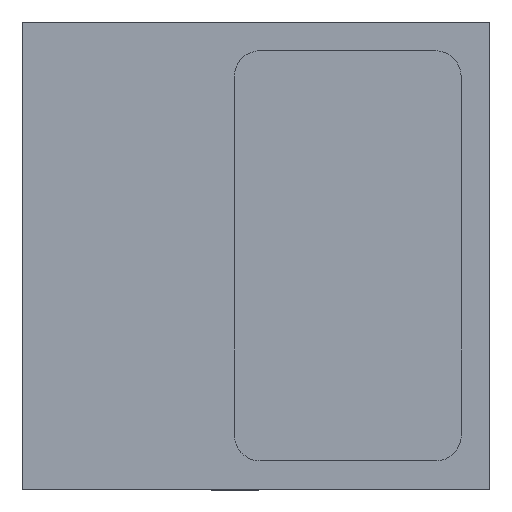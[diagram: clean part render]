
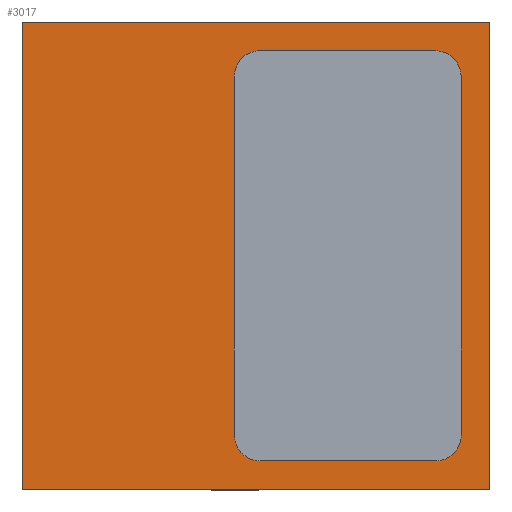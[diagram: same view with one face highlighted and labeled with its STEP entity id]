
A CAD part, top view. The second image highlights one B-rep face of the part: STEP entity #3017.
In plain terms, the highlighted planar face has unit normal (0, 0, 1).
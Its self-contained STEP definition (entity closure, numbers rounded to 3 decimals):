
#14=FACE_BOUND('',#405,.T.);
#15=ELLIPSE('',#3221,0.223,0.22);
#16=ELLIPSE('',#3222,0.223,0.22);
#17=ELLIPSE('',#3223,0.223,0.22);
#18=ELLIPSE('',#3224,0.223,0.22);
#19=ELLIPSE('',#3225,0.223,0.22);
#20=ELLIPSE('',#3226,0.223,0.22);
#21=ELLIPSE('',#3227,0.223,0.22);
#22=ELLIPSE('',#3228,0.223,0.22);
#23=ELLIPSE('',#3229,0.223,0.22);
#24=ELLIPSE('',#3230,0.223,0.22);
#25=ELLIPSE('',#3231,0.223,0.22);
#26=ELLIPSE('',#3232,0.223,0.22);
#260=FACE_OUTER_BOUND('',#404,.T.);
#404=EDGE_LOOP('',(#2570,#2571,#2572,#2573));
#405=EDGE_LOOP('',(#2574,#2575,#2576,#2577,#2578,#2579,#2580,#2581,#2582,
#2583,#2584,#2585,#2586,#2587,#2588,#2589));
#757=LINE('',#4858,#1126);
#758=LINE('',#4866,#1127);
#759=LINE('',#4874,#1128);
#760=LINE('',#4882,#1129);
#761=LINE('',#4887,#1130);
#762=LINE('',#4889,#1131);
#763=LINE('',#4891,#1132);
#764=LINE('',#4892,#1133);
#1126=VECTOR('',#3977,3.028);
#1127=VECTOR('',#3984,1.478);
#1128=VECTOR('',#3991,3.028);
#1129=VECTOR('',#3998,1.478);
#1130=VECTOR('',#4003,3.95);
#1131=VECTOR('',#4004,3.95);
#1132=VECTOR('',#4005,3.95);
#1133=VECTOR('',#4006,3.95);
#1426=VERTEX_POINT('',#4852);
#1427=VERTEX_POINT('',#4853);
#1428=VERTEX_POINT('',#4855);
#1429=VERTEX_POINT('',#4857);
#1430=VERTEX_POINT('',#4859);
#1431=VERTEX_POINT('',#4861);
#1432=VERTEX_POINT('',#4863);
#1433=VERTEX_POINT('',#4865);
#1434=VERTEX_POINT('',#4867);
#1435=VERTEX_POINT('',#4869);
#1436=VERTEX_POINT('',#4871);
#1437=VERTEX_POINT('',#4873);
#1438=VERTEX_POINT('',#4875);
#1439=VERTEX_POINT('',#4877);
#1440=VERTEX_POINT('',#4879);
#1441=VERTEX_POINT('',#4881);
#1442=VERTEX_POINT('',#4885);
#1443=VERTEX_POINT('',#4886);
#1444=VERTEX_POINT('',#4888);
#1445=VERTEX_POINT('',#4890);
#1851=EDGE_CURVE('',#1426,#1427,#15,.T.);
#1852=EDGE_CURVE('',#1427,#1428,#16,.T.);
#1853=EDGE_CURVE('',#1428,#1429,#757,.T.);
#1854=EDGE_CURVE('',#1429,#1430,#17,.T.);
#1855=EDGE_CURVE('',#1430,#1431,#18,.T.);
#1856=EDGE_CURVE('',#1431,#1432,#19,.T.);
#1857=EDGE_CURVE('',#1432,#1433,#758,.T.);
#1858=EDGE_CURVE('',#1433,#1434,#20,.T.);
#1859=EDGE_CURVE('',#1434,#1435,#21,.T.);
#1860=EDGE_CURVE('',#1435,#1436,#22,.T.);
#1861=EDGE_CURVE('',#1436,#1437,#759,.T.);
#1862=EDGE_CURVE('',#1437,#1438,#23,.T.);
#1863=EDGE_CURVE('',#1438,#1439,#24,.T.);
#1864=EDGE_CURVE('',#1439,#1440,#25,.T.);
#1865=EDGE_CURVE('',#1440,#1441,#760,.T.);
#1866=EDGE_CURVE('',#1441,#1426,#26,.T.);
#1867=EDGE_CURVE('',#1442,#1443,#761,.T.);
#1868=EDGE_CURVE('',#1444,#1442,#762,.T.);
#1869=EDGE_CURVE('',#1445,#1444,#763,.T.);
#1870=EDGE_CURVE('',#1443,#1445,#764,.T.);
#2570=ORIENTED_EDGE('',*,*,#1867,.F.);
#2571=ORIENTED_EDGE('',*,*,#1868,.F.);
#2572=ORIENTED_EDGE('',*,*,#1869,.F.);
#2573=ORIENTED_EDGE('',*,*,#1870,.F.);
#2574=ORIENTED_EDGE('',*,*,#1865,.F.);
#2575=ORIENTED_EDGE('',*,*,#1864,.F.);
#2576=ORIENTED_EDGE('',*,*,#1863,.F.);
#2577=ORIENTED_EDGE('',*,*,#1862,.F.);
#2578=ORIENTED_EDGE('',*,*,#1861,.F.);
#2579=ORIENTED_EDGE('',*,*,#1860,.F.);
#2580=ORIENTED_EDGE('',*,*,#1859,.F.);
#2581=ORIENTED_EDGE('',*,*,#1858,.F.);
#2582=ORIENTED_EDGE('',*,*,#1857,.F.);
#2583=ORIENTED_EDGE('',*,*,#1856,.F.);
#2584=ORIENTED_EDGE('',*,*,#1855,.F.);
#2585=ORIENTED_EDGE('',*,*,#1854,.F.);
#2586=ORIENTED_EDGE('',*,*,#1853,.F.);
#2587=ORIENTED_EDGE('',*,*,#1852,.F.);
#2588=ORIENTED_EDGE('',*,*,#1851,.F.);
#2589=ORIENTED_EDGE('',*,*,#1866,.F.);
#2873=PLANE('',#3233);
#3017=ADVANCED_FACE('',(#260,#14),#2873,.T.);
#3221=AXIS2_PLACEMENT_3D('',#4854,#3973,#3974);
#3222=AXIS2_PLACEMENT_3D('',#4856,#3975,#3976);
#3223=AXIS2_PLACEMENT_3D('',#4860,#3978,#3979);
#3224=AXIS2_PLACEMENT_3D('',#4862,#3980,#3981);
#3225=AXIS2_PLACEMENT_3D('',#4864,#3982,#3983);
#3226=AXIS2_PLACEMENT_3D('',#4868,#3985,#3986);
#3227=AXIS2_PLACEMENT_3D('',#4870,#3987,#3988);
#3228=AXIS2_PLACEMENT_3D('',#4872,#3989,#3990);
#3229=AXIS2_PLACEMENT_3D('',#4876,#3992,#3993);
#3230=AXIS2_PLACEMENT_3D('',#4878,#3994,#3995);
#3231=AXIS2_PLACEMENT_3D('',#4880,#3996,#3997);
#3232=AXIS2_PLACEMENT_3D('',#4883,#3999,#4000);
#3233=AXIS2_PLACEMENT_3D('',#4884,#4001,#4002);
#3973=DIRECTION('center_axis',(0.,0.,1.));
#3974=DIRECTION('ref_axis',(0.707,-0.707,0.));
#3975=DIRECTION('center_axis',(0.,0.,1.));
#3976=DIRECTION('ref_axis',(0.707,-0.707,0.));
#3977=DIRECTION('',(0.,1.,0.));
#3978=DIRECTION('center_axis',(0.,0.,1.));
#3979=DIRECTION('ref_axis',(0.707,0.707,0.));
#3980=DIRECTION('center_axis',(0.,0.,1.));
#3981=DIRECTION('ref_axis',(0.707,0.707,0.));
#3982=DIRECTION('center_axis',(0.,0.,1.));
#3983=DIRECTION('ref_axis',(0.707,0.707,0.));
#3984=DIRECTION('',(-1.,0.,0.));
#3985=DIRECTION('center_axis',(0.,0.,1.));
#3986=DIRECTION('ref_axis',(-0.707,0.707,0.));
#3987=DIRECTION('center_axis',(0.,0.,1.));
#3988=DIRECTION('ref_axis',(-0.707,0.707,0.));
#3989=DIRECTION('center_axis',(0.,0.,1.));
#3990=DIRECTION('ref_axis',(-0.707,0.707,0.));
#3991=DIRECTION('',(0.,-1.,0.));
#3992=DIRECTION('center_axis',(0.,0.,1.));
#3993=DIRECTION('ref_axis',(-0.707,-0.707,0.));
#3994=DIRECTION('center_axis',(0.,0.,1.));
#3995=DIRECTION('ref_axis',(-0.707,-0.707,0.));
#3996=DIRECTION('center_axis',(0.,0.,1.));
#3997=DIRECTION('ref_axis',(-0.707,-0.707,0.));
#3998=DIRECTION('',(1.,0.,0.));
#3999=DIRECTION('center_axis',(0.,0.,1.));
#4000=DIRECTION('ref_axis',(0.707,-0.707,0.));
#4001=DIRECTION('center_axis',(0.,0.,1.));
#4002=DIRECTION('ref_axis',(1.,0.,0.));
#4003=DIRECTION('',(0.,-1.,0.));
#4004=DIRECTION('',(1.,0.,0.));
#4005=DIRECTION('',(0.,1.,0.));
#4006=DIRECTION('',(-1.,0.,0.));
#4852=CARTESIAN_POINT('',(1.569,-1.725,0.425));
#4853=CARTESIAN_POINT('',(1.724,-1.574,0.425));
#4854=CARTESIAN_POINT('Origin',(1.51,-1.511,0.425));
#4855=CARTESIAN_POINT('',(1.732,-1.514,0.425));
#4856=CARTESIAN_POINT('Origin',(1.51,-1.511,0.425));
#4857=CARTESIAN_POINT('',(1.732,1.514,0.425));
#4858=CARTESIAN_POINT('',(1.732,-1.514,0.425));
#4859=CARTESIAN_POINT('',(1.724,1.574,0.425));
#4860=CARTESIAN_POINT('Origin',(1.51,1.511,0.425));
#4861=CARTESIAN_POINT('',(1.571,1.725,0.425));
#4862=CARTESIAN_POINT('Origin',(1.51,1.511,0.425));
#4863=CARTESIAN_POINT('',(1.514,1.732,0.425));
#4864=CARTESIAN_POINT('Origin',(1.51,1.511,0.425));
#4865=CARTESIAN_POINT('',(0.036,1.732,0.425));
#4866=CARTESIAN_POINT('',(1.514,1.732,0.425));
#4867=CARTESIAN_POINT('',(-0.022,1.725,0.425));
#4868=CARTESIAN_POINT('Origin',(0.039,1.511,0.425));
#4869=CARTESIAN_POINT('',(-0.176,1.567,0.425));
#4870=CARTESIAN_POINT('Origin',(0.039,1.511,0.425));
#4871=CARTESIAN_POINT('',(-0.183,1.514,0.425));
#4872=CARTESIAN_POINT('Origin',(0.039,1.511,0.425));
#4873=CARTESIAN_POINT('',(-0.183,-1.514,0.425));
#4874=CARTESIAN_POINT('',(-0.183,1.514,0.425));
#4875=CARTESIAN_POINT('',(-0.176,-1.567,0.425));
#4876=CARTESIAN_POINT('Origin',(0.039,-1.511,0.425));
#4877=CARTESIAN_POINT('',(-0.02,-1.725,0.425));
#4878=CARTESIAN_POINT('Origin',(0.039,-1.511,0.425));
#4879=CARTESIAN_POINT('',(0.036,-1.732,0.425));
#4880=CARTESIAN_POINT('Origin',(0.039,-1.511,0.425));
#4881=CARTESIAN_POINT('',(1.514,-1.732,0.425));
#4882=CARTESIAN_POINT('',(0.036,-1.732,0.425));
#4883=CARTESIAN_POINT('Origin',(1.51,-1.511,0.425));
#4884=CARTESIAN_POINT('Origin',(0.,0.,
0.425));
#4885=CARTESIAN_POINT('',(1.975,1.975,0.425));
#4886=CARTESIAN_POINT('',(1.975,-1.975,0.425));
#4887=CARTESIAN_POINT('',(1.975,1.975,0.425));
#4888=CARTESIAN_POINT('',(-1.975,1.975,0.425));
#4889=CARTESIAN_POINT('',(-1.975,1.975,0.425));
#4890=CARTESIAN_POINT('',(-1.975,-1.975,0.425));
#4891=CARTESIAN_POINT('',(-1.975,-1.975,0.425));
#4892=CARTESIAN_POINT('',(1.975,-1.975,0.425));
